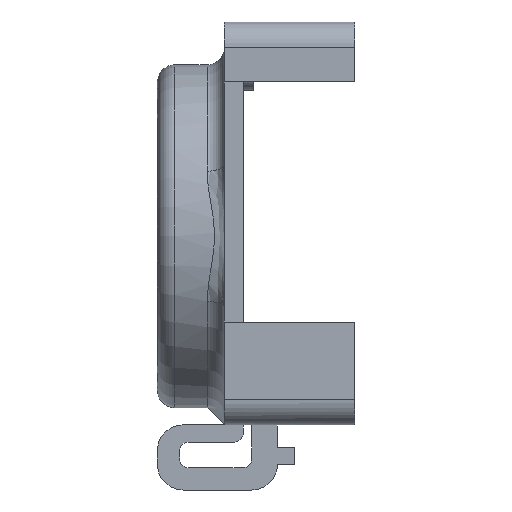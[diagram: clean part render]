
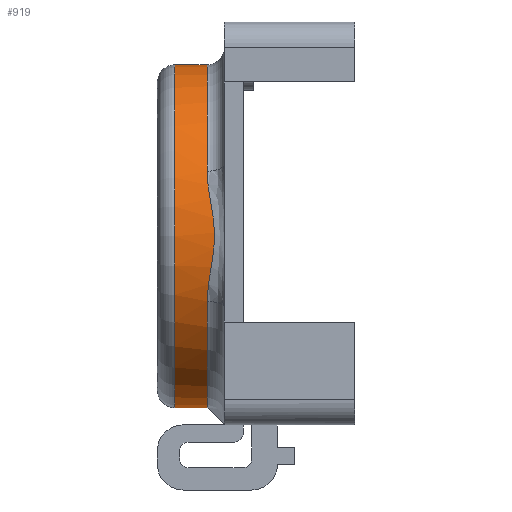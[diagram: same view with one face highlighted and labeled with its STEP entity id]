
A CAD part, left-side view. The second image highlights one B-rep face of the part: STEP entity #919.
In plain terms, the highlighted cylindrical face has radius 20 mm (diameter 40 mm), a partial arc.
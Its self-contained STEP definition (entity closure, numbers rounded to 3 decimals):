
#10 = AXIS2_PLACEMENT_3D ( 'NONE', #4559, #81, #3636 ) ;
#81 = DIRECTION ( 'NONE',  ( 0., 1., 0. ) ) ;
#142 = DIRECTION ( 'NONE',  ( 0., -1., 0. ) ) ;
#155 = DIRECTION ( 'NONE',  ( 0., -1., 0. ) ) ;
#160 = ORIENTED_EDGE ( 'NONE', *, *, #4128, .T. ) ;
#212 = CARTESIAN_POINT ( 'NONE',  ( -22.127, 4.2, 6.987 ) ) ;
#401 = CIRCLE ( 'NONE', #4435, 20. ) ;
#541 = B_SPLINE_CURVE_WITH_KNOTS ( 'NONE', 3,
 ( #5246, #6302, #6399, #4766, #5900, #2197, #6261, #1707, #3272, #1808, #1841, #5303, #3741, #2766, #5770, #4804, #2270, #1214, #212, #3242 ),
 .UNSPECIFIED., .F., .F.,
 ( 4, 2, 2, 2, 2, 2, 2, 2, 2, 4 ),
 ( 0., 0.002, 0.004, 0.006, 0.007, 0.008, 0.01, 0.012, 0.014, 0.016 ),
 .UNSPECIFIED. ) ;
#623 = CARTESIAN_POINT ( 'NONE',  ( -21.875, 4.2, -7.599 ) ) ;
#859 = AXIS2_PLACEMENT_3D ( 'NONE', #2822, #4458, #2390 ) ;
#919 = ADVANCED_FACE ( 'NONE', ( #6452 ), #5892, .T. ) ;
#1063 = DIRECTION ( 'NONE',  ( 0., 0., 1. ) ) ;
#1161 = EDGE_CURVE ( 'NONE', #4842, #3936, #3986, .T. ) ;
#1186 = VECTOR ( 'NONE', #4517, 1000. ) ;
#1214 = CARTESIAN_POINT ( 'NONE',  ( -22.344, 4.145, 6.371 ) ) ;
#1526 = CARTESIAN_POINT ( 'NONE',  ( -3.375, 10., 20. ) ) ;
#1659 = DIRECTION ( 'NONE',  ( 0., 1., 0. ) ) ;
#1707 = CARTESIAN_POINT ( 'NONE',  ( -23.31, 3.429, -1.642 ) ) ;
#1803 = ORIENTED_EDGE ( 'NONE', *, *, #4824, .T. ) ;
#1808 = CARTESIAN_POINT ( 'NONE',  ( -23.366, 3.344, -0.668 ) ) ;
#1841 = CARTESIAN_POINT ( 'NONE',  ( -23.375, 3.331, -0.339 ) ) ;
#1893 = ORIENTED_EDGE ( 'NONE', *, *, #2533, .T. ) ;
#2096 = ORIENTED_EDGE ( 'NONE', *, *, #5512, .T. ) ;
#2132 = CIRCLE ( 'NONE', #10, 20. ) ;
#2155 = CARTESIAN_POINT ( 'NONE',  ( -3.375, 4.2, 0. ) ) ;
#2169 = DIRECTION ( 'NONE',  ( 0., 0., 1. ) ) ;
#2197 = CARTESIAN_POINT ( 'NONE',  ( -23.121, 3.667, -3.24 ) ) ;
#2270 = CARTESIAN_POINT ( 'NONE',  ( -22.717, 3.986, 5.13 ) ) ;
#2283 = ORIENTED_EDGE ( 'NONE', *, *, #1161, .F. ) ;
#2390 = DIRECTION ( 'NONE',  ( 0., 0., -1. ) ) ;
#2533 = EDGE_CURVE ( 'NONE', #3414, #4307, #2132, .T. ) ;
#2603 = AXIS2_PLACEMENT_3D ( 'NONE', #2155, #1659, #1063 ) ;
#2766 = CARTESIAN_POINT ( 'NONE',  ( -23.217, 3.554, 2.594 ) ) ;
#2822 = CARTESIAN_POINT ( 'NONE',  ( -3.375, 10., 0. ) ) ;
#2836 = CARTESIAN_POINT ( 'NONE',  ( -3.375, 4.2, 20. ) ) ;
#3013 = VERTEX_POINT ( 'NONE', #6191 ) ;
#3183 = CARTESIAN_POINT ( 'NONE',  ( -3.375, 4.2, -20. ) ) ;
#3242 = CARTESIAN_POINT ( 'NONE',  ( -21.875, 4.2, 7.599 ) ) ;
#3272 = CARTESIAN_POINT ( 'NONE',  ( -23.334, 3.394, -1.319 ) ) ;
#3339 = CARTESIAN_POINT ( 'NONE',  ( -3.375, 8., 20. ) ) ;
#3382 = VECTOR ( 'NONE', #142, 1000. ) ;
#3414 = VERTEX_POINT ( 'NONE', #3183 ) ;
#3636 = DIRECTION ( 'NONE',  ( 0., 0., 1. ) ) ;
#3741 = CARTESIAN_POINT ( 'NONE',  ( -23.343, 3.385, 1.3 ) ) ;
#3828 = ORIENTED_EDGE ( 'NONE', *, *, #6530, .T. ) ;
#3888 = CIRCLE ( 'NONE', #2603, 20. ) ;
#3936 = VERTEX_POINT ( 'NONE', #2836 ) ;
#3986 = LINE ( 'NONE', #1526, #1186 ) ;
#4128 = EDGE_CURVE ( 'NONE', #4459, #3414, #4691, .T. ) ;
#4307 = VERTEX_POINT ( 'NONE', #623 ) ;
#4435 = AXIS2_PLACEMENT_3D ( 'NONE', #4707, #155, #2169 ) ;
#4458 = DIRECTION ( 'NONE',  ( 0., -1., 0. ) ) ;
#4459 = VERTEX_POINT ( 'NONE', #5773 ) ;
#4517 = DIRECTION ( 'NONE',  ( 0., -1., 0. ) ) ;
#4559 = CARTESIAN_POINT ( 'NONE',  ( -3.375, 4.2, 0. ) ) ;
#4691 = LINE ( 'NONE', #5590, #3382 ) ;
#4707 = CARTESIAN_POINT ( 'NONE',  ( -3.375, 8., 0. ) ) ;
#4758 = EDGE_LOOP ( 'NONE', ( #2283, #3828, #160, #1893, #1803, #2096 ) ) ;
#4766 = CARTESIAN_POINT ( 'NONE',  ( -22.716, 3.987, -5.132 ) ) ;
#4804 = CARTESIAN_POINT ( 'NONE',  ( -22.872, 3.882, 4.505 ) ) ;
#4824 = EDGE_CURVE ( 'NONE', #4307, #3013, #541, .T. ) ;
#4842 = VERTEX_POINT ( 'NONE', #3339 ) ;
#5246 = CARTESIAN_POINT ( 'NONE',  ( -21.875, 4.2, -7.599 ) ) ;
#5303 = CARTESIAN_POINT ( 'NONE',  ( -23.375, 3.33, 0.649 ) ) ;
#5512 = EDGE_CURVE ( 'NONE', #3013, #3936, #3888, .T. ) ;
#5590 = CARTESIAN_POINT ( 'NONE',  ( -3.375, 10., -20. ) ) ;
#5770 = CARTESIAN_POINT ( 'NONE',  ( -23.122, 3.666, 3.238 ) ) ;
#5773 = CARTESIAN_POINT ( 'NONE',  ( -3.375, 8., -20. ) ) ;
#5892 = CYLINDRICAL_SURFACE ( 'NONE', #859, 20. ) ;
#5900 = CARTESIAN_POINT ( 'NONE',  ( -22.872, 3.881, -4.503 ) ) ;
#6191 = CARTESIAN_POINT ( 'NONE',  ( -21.875, 4.2, 7.599 ) ) ;
#6261 = CARTESIAN_POINT ( 'NONE',  ( -23.215, 3.556, -2.605 ) ) ;
#6302 = CARTESIAN_POINT ( 'NONE',  ( -22.124, 4.2, -6.993 ) ) ;
#6399 = CARTESIAN_POINT ( 'NONE',  ( -22.343, 4.145, -6.376 ) ) ;
#6452 = FACE_OUTER_BOUND ( 'NONE', #4758, .T. ) ;
#6530 = EDGE_CURVE ( 'NONE', #4842, #4459, #401, .T. ) ;
